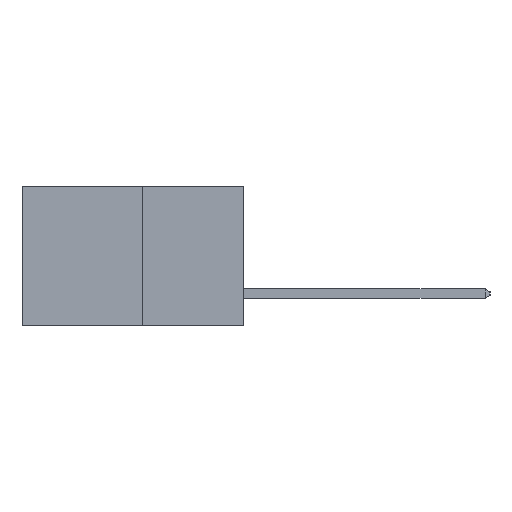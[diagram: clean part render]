
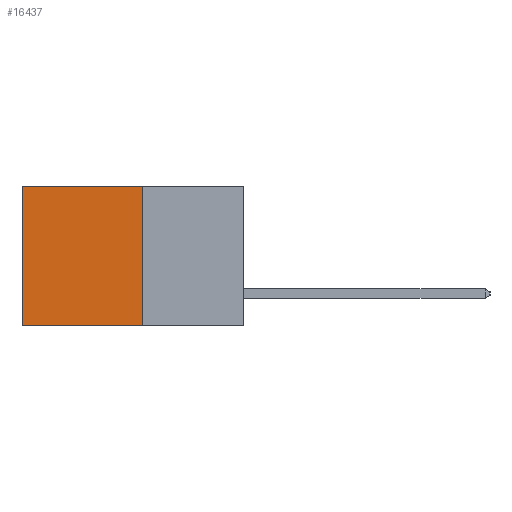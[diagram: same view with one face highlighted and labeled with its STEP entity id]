
A CAD part, left-side view. The second image highlights one B-rep face of the part: STEP entity #16437.
In plain terms, the highlighted planar face has unit normal (-1, 0, 0).
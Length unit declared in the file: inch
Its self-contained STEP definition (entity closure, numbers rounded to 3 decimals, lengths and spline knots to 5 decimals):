
#465 = CARTESIAN_POINT ( 'NONE',  ( 0.277, 0.27, -0.37 ) ) ;
#2930 = EDGE_CURVE ( 'NONE', #21116, #15546, #10164, .T. ) ;
#3501 = ORIENTED_EDGE ( 'NONE', *, *, #25012, .T. ) ;
#3789 = VECTOR ( 'NONE', #20877, 39.37008 ) ;
#4731 = EDGE_LOOP ( 'NONE', ( #3501, #10300, #14252, #6029 ) ) ;
#6029 = ORIENTED_EDGE ( 'NONE', *, *, #18040, .T. ) ;
#6413 = DIRECTION ( 'NONE',  ( 0., 1., 0. ) ) ;
#6819 = VECTOR ( 'NONE', #15589, 39.37008 ) ;
#6975 = VERTEX_POINT ( 'NONE', #25320 ) ;
#7720 = CARTESIAN_POINT ( 'NONE',  ( 0.277, 0.59, -0.37 ) ) ;
#8986 = CARTESIAN_POINT ( 'NONE',  ( 0.277, 0.27, -0.37 ) ) ;
#9483 = VECTOR ( 'NONE', #6413, 39.37008 ) ;
#9801 = VERTEX_POINT ( 'NONE', #12250 ) ;
#10164 = LINE ( 'NONE', #13934, #20115 ) ;
#10300 = ORIENTED_EDGE ( 'NONE', *, *, #20431, .F. ) ;
#10329 = AXIS2_PLACEMENT_3D ( 'NONE', #8986, #22864, #10991 ) ;
#10974 = CARTESIAN_POINT ( 'NONE',  ( 0.277, 0.27, -0.37 ) ) ;
#10991 = DIRECTION ( 'NONE',  ( 0., 0., -1. ) ) ;
#12250 = CARTESIAN_POINT ( 'NONE',  ( 0.277, 0.59, 0. ) ) ;
#13429 = DIRECTION ( 'NONE',  ( 0., 0., -1. ) ) ;
#13934 = CARTESIAN_POINT ( 'NONE',  ( 0.277, 0.27, -0.37 ) ) ;
#14252 = ORIENTED_EDGE ( 'NONE', *, *, #2930, .F. ) ;
#14886 = PLANE ( 'NONE',  #10329 ) ;
#15383 = LINE ( 'NONE', #20273, #9483 ) ;
#15546 = VERTEX_POINT ( 'NONE', #465 ) ;
#15589 = DIRECTION ( 'NONE',  ( 0., 0., -1. ) ) ;
#16437 = ADVANCED_FACE ( 'NONE', ( #23531 ), #14886, .F. ) ;
#18040 = EDGE_CURVE ( 'NONE', #21116, #9801, #15383, .T. ) ;
#20115 = VECTOR ( 'NONE', #13429, 39.37008 ) ;
#20273 = CARTESIAN_POINT ( 'NONE',  ( 0.277, 0.27, 0. ) ) ;
#20431 = EDGE_CURVE ( 'NONE', #15546, #6975, #24805, .T. ) ;
#20877 = DIRECTION ( 'NONE',  ( 0., 1., 0. ) ) ;
#21116 = VERTEX_POINT ( 'NONE', #22731 ) ;
#22014 = LINE ( 'NONE', #7720, #6819 ) ;
#22731 = CARTESIAN_POINT ( 'NONE',  ( 0.277, 0.27, 0. ) ) ;
#22864 = DIRECTION ( 'NONE',  ( 1., 0., 0. ) ) ;
#23531 = FACE_OUTER_BOUND ( 'NONE', #4731, .T. ) ;
#24805 = LINE ( 'NONE', #10974, #3789 ) ;
#25012 = EDGE_CURVE ( 'NONE', #9801, #6975, #22014, .T. ) ;
#25320 = CARTESIAN_POINT ( 'NONE',  ( 0.277, 0.59, -0.37 ) ) ;
